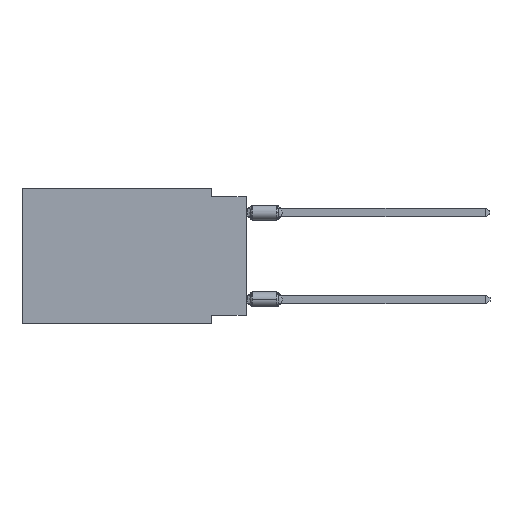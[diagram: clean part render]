
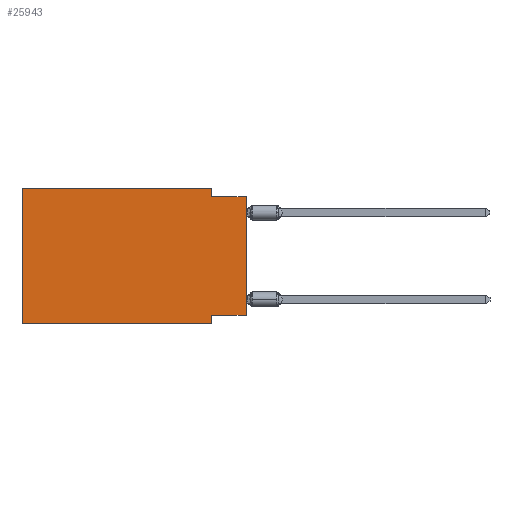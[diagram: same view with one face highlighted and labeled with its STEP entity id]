
A CAD part, left-side view. The second image highlights one B-rep face of the part: STEP entity #25943.
In plain terms, the highlighted planar face has unit normal (-1, 0, 0).
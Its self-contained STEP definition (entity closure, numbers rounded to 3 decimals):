
#202 = CARTESIAN_POINT ( 'NONE',  ( 0., 0., -9.271 ) ) ;
#985 = ORIENTED_EDGE ( 'NONE', *, *, #2334, .T. ) ;
#1465 = VERTEX_POINT ( 'NONE', #4162 ) ;
#1482 = DIRECTION ( 'NONE',  ( 0., 0., -1. ) ) ;
#1635 = CARTESIAN_POINT ( 'NONE',  ( 0., 2.54, 0. ) ) ;
#1664 = CARTESIAN_POINT ( 'NONE',  ( 0., 16.383, -9.906 ) ) ;
#2334 = EDGE_CURVE ( 'NONE', #18314, #25223, #20768, .T. ) ;
#2618 = EDGE_CURVE ( 'NONE', #16720, #4327, #15660, .T. ) ;
#3435 = DIRECTION ( 'NONE',  ( 0., 0., 1. ) ) ;
#3807 = CARTESIAN_POINT ( 'NONE',  ( 0., 16.383, 0. ) ) ;
#3961 = CARTESIAN_POINT ( 'NONE',  ( 0., 16.383, -9.906 ) ) ;
#4162 = CARTESIAN_POINT ( 'NONE',  ( 0., 2.54, 0. ) ) ;
#4327 = VERTEX_POINT ( 'NONE', #8496 ) ;
#4574 = ORIENTED_EDGE ( 'NONE', *, *, #2618, .F. ) ;
#5593 = PLANE ( 'NONE',  #17313 ) ;
#5703 = EDGE_CURVE ( 'NONE', #18314, #11235, #14717, .T. ) ;
#5812 = LINE ( 'NONE', #11402, #22196 ) ;
#7179 = EDGE_CURVE ( 'NONE', #11235, #1465, #5812, .T. ) ;
#7303 = EDGE_CURVE ( 'NONE', #10168, #23192, #16717, .T. ) ;
#7996 = EDGE_CURVE ( 'NONE', #10168, #4327, #13677, .T. ) ;
#8496 = CARTESIAN_POINT ( 'NONE',  ( 0., 0., -0.635 ) ) ;
#8543 = VECTOR ( 'NONE', #13941, 1000. ) ;
#8723 = ORIENTED_EDGE ( 'NONE', *, *, #7303, .F. ) ;
#8800 = DIRECTION ( 'NONE',  ( 0., 0., -1. ) ) ;
#9710 = VECTOR ( 'NONE', #10239, 1000. ) ;
#9731 = VECTOR ( 'NONE', #21939, 1000. ) ;
#9809 = ORIENTED_EDGE ( 'NONE', *, *, #23802, .F. ) ;
#10168 = VERTEX_POINT ( 'NONE', #24049 ) ;
#10239 = DIRECTION ( 'NONE',  ( 0., -1., 0. ) ) ;
#11235 = VERTEX_POINT ( 'NONE', #17396 ) ;
#11402 = CARTESIAN_POINT ( 'NONE',  ( 0., 16.383, 0. ) ) ;
#12335 = CARTESIAN_POINT ( 'NONE',  ( 0., 2.54, -0.635 ) ) ;
#13524 = FACE_OUTER_BOUND ( 'NONE', #14410, .T. ) ;
#13677 = LINE ( 'NONE', #19546, #24384 ) ;
#13941 = DIRECTION ( 'NONE',  ( 0., 0., -1. ) ) ;
#14223 = VECTOR ( 'NONE', #8800, 1000. ) ;
#14410 = EDGE_LOOP ( 'NONE', ( #26239, #4574, #14414, #23252, #23953, #985, #9809, #8723 ) ) ;
#14414 = ORIENTED_EDGE ( 'NONE', *, *, #16053, .F. ) ;
#14717 = LINE ( 'NONE', #3807, #19523 ) ;
#15660 = LINE ( 'NONE', #16187, #9731 ) ;
#16053 = EDGE_CURVE ( 'NONE', #1465, #16720, #26474, .T. ) ;
#16187 = CARTESIAN_POINT ( 'NONE',  ( 0., 0., -0.635 ) ) ;
#16717 = LINE ( 'NONE', #202, #21787 ) ;
#16720 = VERTEX_POINT ( 'NONE', #12335 ) ;
#17313 = AXIS2_PLACEMENT_3D ( 'NONE', #18013, #22260, #1482 ) ;
#17396 = CARTESIAN_POINT ( 'NONE',  ( 0., 16.383, 0. ) ) ;
#18013 = CARTESIAN_POINT ( 'NONE',  ( 0., 16.383, 0. ) ) ;
#18314 = VERTEX_POINT ( 'NONE', #1664 ) ;
#18545 = DIRECTION ( 'NONE',  ( 0., 0., 1. ) ) ;
#19332 = LINE ( 'NONE', #25720, #14223 ) ;
#19523 = VECTOR ( 'NONE', #18545, 1000. ) ;
#19546 = CARTESIAN_POINT ( 'NONE',  ( 0., 0., 0. ) ) ;
#19880 = DIRECTION ( 'NONE',  ( 0., -1., 0. ) ) ;
#20311 = CARTESIAN_POINT ( 'NONE',  ( 0., 2.54, -9.906 ) ) ;
#20768 = LINE ( 'NONE', #3961, #9710 ) ;
#20837 = DIRECTION ( 'NONE',  ( 0., 1., 0. ) ) ;
#21787 = VECTOR ( 'NONE', #20837, 1000. ) ;
#21939 = DIRECTION ( 'NONE',  ( 0., -1., 0. ) ) ;
#22196 = VECTOR ( 'NONE', #19880, 1000. ) ;
#22260 = DIRECTION ( 'NONE',  ( 1., 0., 0. ) ) ;
#23192 = VERTEX_POINT ( 'NONE', #26092 ) ;
#23252 = ORIENTED_EDGE ( 'NONE', *, *, #7179, .F. ) ;
#23802 = EDGE_CURVE ( 'NONE', #23192, #25223, #19332, .T. ) ;
#23953 = ORIENTED_EDGE ( 'NONE', *, *, #5703, .F. ) ;
#24049 = CARTESIAN_POINT ( 'NONE',  ( 0., 0., -9.271 ) ) ;
#24384 = VECTOR ( 'NONE', #3435, 1000. ) ;
#25223 = VERTEX_POINT ( 'NONE', #20311 ) ;
#25720 = CARTESIAN_POINT ( 'NONE',  ( 0., 2.54, -9.906 ) ) ;
#25943 = ADVANCED_FACE ( 'NONE', ( #13524 ), #5593, .F. ) ;
#26092 = CARTESIAN_POINT ( 'NONE',  ( 0., 2.54, -9.271 ) ) ;
#26239 = ORIENTED_EDGE ( 'NONE', *, *, #7996, .T. ) ;
#26474 = LINE ( 'NONE', #1635, #8543 ) ;
